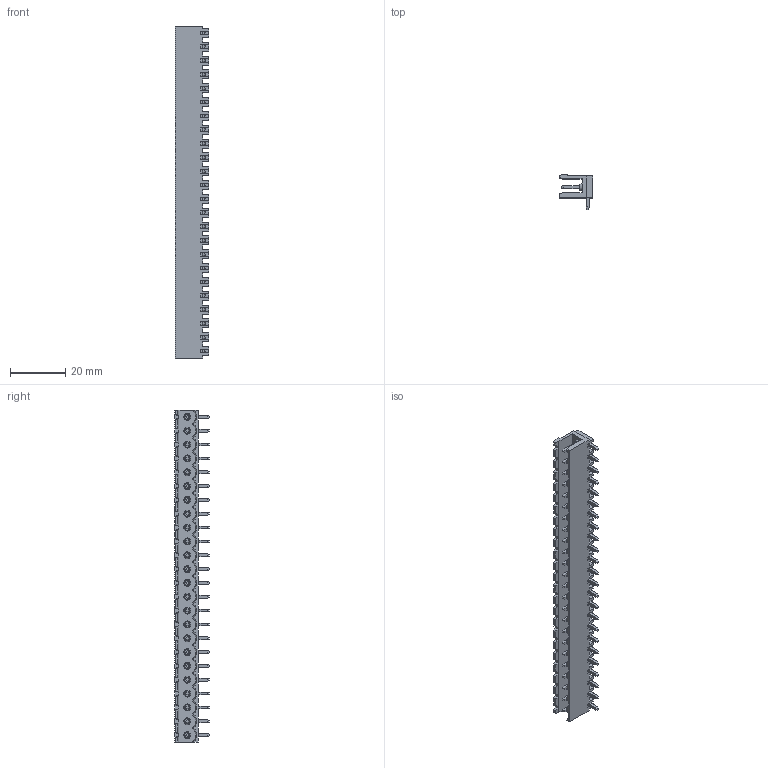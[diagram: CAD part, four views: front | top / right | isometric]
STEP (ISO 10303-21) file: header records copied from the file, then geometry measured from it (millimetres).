
FILE_DESCRIPTION(('STEP AP214'),'1');
FILE_NAME('PV24-5-H.stp','2021-03-31T16:07:30',(' '),(' '),'Spatial InterOp 3D',' ',' ');
FILE_SCHEMA(('automotive_design'));
Length unit declared in the file: metre
Products named in the file (1): 1
Bounding box: 12.2 x 12.6 x 120 mm (x, y, z)
Volume: 5227.2 mm3; surface area: 9984.4 mm2
Topology: 1 solids, 1 shells, 1239 faces, 3102 edges, 1964 vertices
Faces by surface type: plane 1138, cylinder 52, cone 48, extrusion 1
Entity records: 45588 total; most frequent: CARTESIAN_POINT 6396, ORIENTED_EDGE 6108, DIRECTION 5659, EDGE_CURVE 3054, VECTOR 2829, LINE 2828, VERTEX_POINT 1940, AXIS2_PLACEMENT_3D 1415
